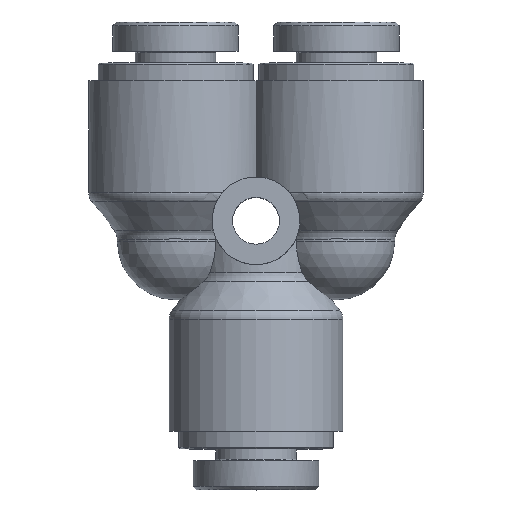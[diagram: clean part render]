
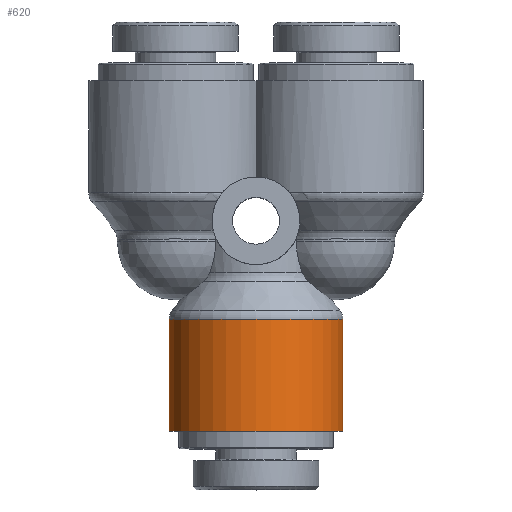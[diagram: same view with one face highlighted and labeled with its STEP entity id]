
A CAD part, top view. The second image highlights one B-rep face of the part: STEP entity #620.
In plain terms, the highlighted cylindrical face has radius 5.95 mm (diameter 11.9 mm), a full revolution.
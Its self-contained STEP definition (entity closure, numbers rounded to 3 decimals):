
#563=CARTESIAN_POINT('',(-5.95,-6.844,0.0));
#564=VERTEX_POINT('',#563);
#565=CARTESIAN_POINT('',(0.,-6.844,0.0));
#566=DIRECTION('',(0.0,1.0,0.0));
#567=DIRECTION('',(1.0,0.0,0.0));
#568=AXIS2_PLACEMENT_3D('',#565,#566,#567);
#569=CIRCLE('',#568,5.95);
#570=EDGE_CURVE('',#564,#564,#569,.T.);
#601=CARTESIAN_POINT('',(0.,-10.5,0.0));
#602=DIRECTION('',(0.,1.0,0.0));
#603=DIRECTION('',(-1.0,0.0,0.0));
#604=AXIS2_PLACEMENT_3D('',#601,#602,#603);
#605=CYLINDRICAL_SURFACE('',#604,5.95);
#606=CARTESIAN_POINT('',(-5.95,-14.5,0.0));
#607=VERTEX_POINT('',#606);
#608=CARTESIAN_POINT('',(0.,-14.5,0.0));
#609=DIRECTION('',(0.0,1.0,0.0));
#610=DIRECTION('',(-1.0,0.0,0.0));
#611=AXIS2_PLACEMENT_3D('',#608,#609,#610);
#612=CIRCLE('',#611,5.95);
#613=EDGE_CURVE('',#607,#607,#612,.T.);
#614=ORIENTED_EDGE('',*,*,#613,.T.);
#615=EDGE_LOOP('',(#614));
#616=FACE_OUTER_BOUND('',#615,.T.);
#617=ORIENTED_EDGE('',*,*,#570,.F.);
#618=EDGE_LOOP('',(#617));
#619=FACE_BOUND('',#618,.T.);
#620=ADVANCED_FACE('',(#616,#619),#605,.T.);
